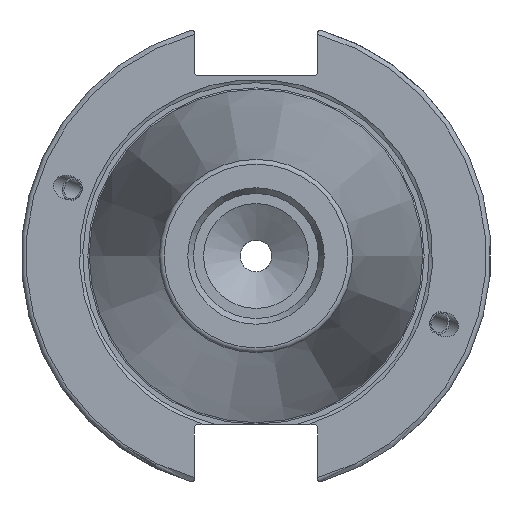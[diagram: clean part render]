
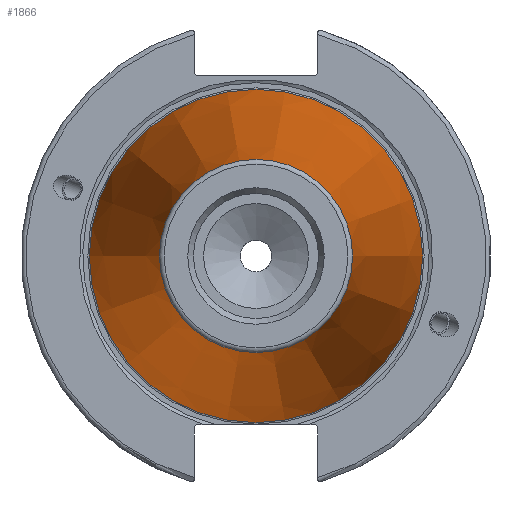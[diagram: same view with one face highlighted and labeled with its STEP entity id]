
A CAD part, left-side view. The second image highlights one B-rep face of the part: STEP entity #1866.
In plain terms, the highlighted conical face has half-angle 8.297 degrees and reference radius 27.517 mm.
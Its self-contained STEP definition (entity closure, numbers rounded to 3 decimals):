
#88=CONICAL_SURFACE('',#2101,27.517,0.145);
#242=FACE_OUTER_BOUND('',#361,.T.);
#361=EDGE_LOOP('',(#1616,#1617,#1618,#1619,#1620));
#476=LINE('',#3677,#577);
#577=VECTOR('',#2595,27.517);
#700=CIRCLE('',#2095,20.233);
#701=CIRCLE('',#2096,20.233);
#705=CIRCLE('',#2102,34.925);
#893=VERTEX_POINT('',#3664);
#894=VERTEX_POINT('',#3665);
#897=VERTEX_POINT('',#3675);
#1150=EDGE_CURVE('',#893,#894,#700,.T.);
#1151=EDGE_CURVE('',#894,#893,#701,.T.);
#1155=EDGE_CURVE('',#897,#897,#705,.T.);
#1156=EDGE_CURVE('',#897,#894,#476,.T.);
#1616=ORIENTED_EDGE('',*,*,#1155,.F.);
#1617=ORIENTED_EDGE('',*,*,#1156,.T.);
#1618=ORIENTED_EDGE('',*,*,#1150,.F.);
#1619=ORIENTED_EDGE('',*,*,#1151,.F.);
#1620=ORIENTED_EDGE('',*,*,#1156,.F.);
#1866=ADVANCED_FACE('',(#242),#88,.T.);
#2095=AXIS2_PLACEMENT_3D('',#3666,#2579,#2580);
#2096=AXIS2_PLACEMENT_3D('',#3667,#2581,#2582);
#2101=AXIS2_PLACEMENT_3D('',#3674,#2591,#2592);
#2102=AXIS2_PLACEMENT_3D('',#3676,#2593,#2594);
#2579=DIRECTION('center_axis',(-1.,0.,0.));
#2580=DIRECTION('ref_axis',(0.,-1.,0.));
#2581=DIRECTION('center_axis',(-1.,0.,0.));
#2582=DIRECTION('ref_axis',(0.,-1.,0.));
#2591=DIRECTION('center_axis',(1.,0.,0.));
#2592=DIRECTION('ref_axis',(0.,1.,0.));
#2593=DIRECTION('center_axis',(1.,0.,0.));
#2594=DIRECTION('ref_axis',(0.,0.,-1.));
#2595=DIRECTION('',(-0.99,0.144,0.));
#3664=CARTESIAN_POINT('',(-100.744,0.,20.233));
#3665=CARTESIAN_POINT('',(-100.744,-20.233,0.));
#3666=CARTESIAN_POINT('Origin',(-100.744,0.,0.));
#3667=CARTESIAN_POINT('Origin',(-100.744,0.,0.));
#3674=CARTESIAN_POINT('Origin',(-50.8,0.,0.));
#3675=CARTESIAN_POINT('',(0.,-34.925,0.));
#3676=CARTESIAN_POINT('Origin',(0.,0.,0.));
#3677=CARTESIAN_POINT('',(-50.8,-27.517,0.));
